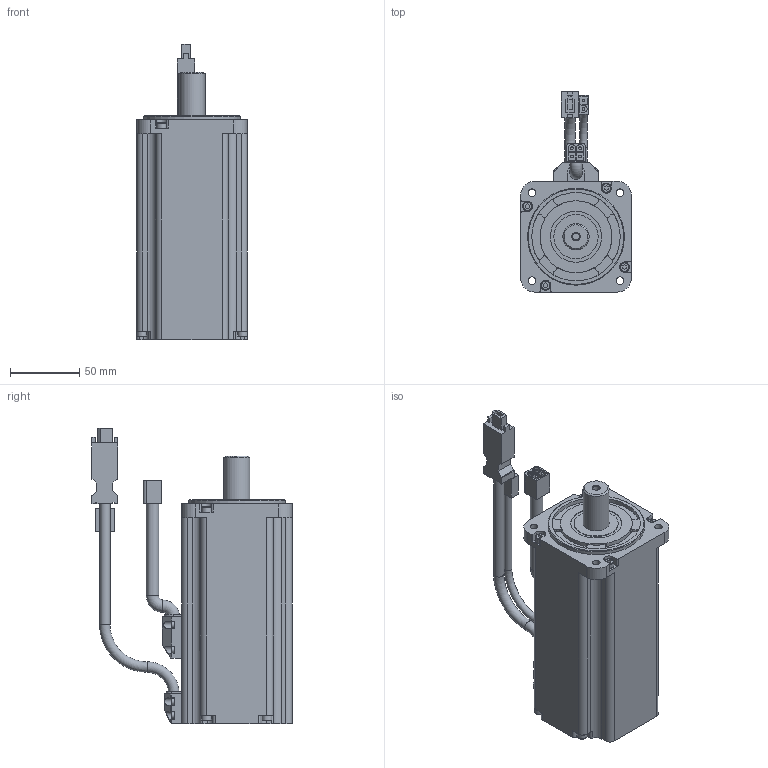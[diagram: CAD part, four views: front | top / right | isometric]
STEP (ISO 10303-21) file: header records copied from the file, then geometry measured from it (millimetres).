
FILE_DESCRIPTION(/* description */ ('STEP AP214'),/* implementation_level */ '2;1');
FILE_NAME(/* name */ '8097188_EMMB-AS-80-07-S30SB',/* time_stamp */ '2024-08-27T23:23:14+02:00',/* author */ ('License CC BY-ND 4.0'),/* organization */ ('CADENAS'),/* preprocessor_version */ 'ST-DEVELOPER v19.3',/* originating_system */ 'PARTsolutions',/* authorisation */ ' ');
FILE_SCHEMA (('AUTOMOTIVE_DESIGN {1 0 10303 214 3 1 1}'));
Length unit declared in the file: millimetre
Products named in the file (1): 8097188 EMMB-AS-80-07-S30SB---(high)
Bounding box: 80 x 144.9 x 213.5 mm (x, y, z)
Volume: 965869.5 mm3; surface area: 84211.8 mm2
Topology: 1 solids, 1 shells, 491 faces, 1270 edges, 840 vertices
Faces by surface type: plane 335, cylinder 131, torus 22, cone 3
Full cylindrical faces by diameter (mm): 2 x6, 4.5 x7, 4.917 x1, 5.5 x5, 7 x8, 7.5 x1, 8.9 x1, 19 x1, 32 x1, 37 x1, 52 x1, 64 x1, 70 x1
Entity records: 18088 total; most frequent: CARTESIAN_POINT 2583, DIRECTION 2488, ORIENTED_EDGE 2406, EDGE_CURVE 1203, LINE 890, VECTOR 890, VERTEX_POINT 833, AXIS2_PLACEMENT_3D 799
